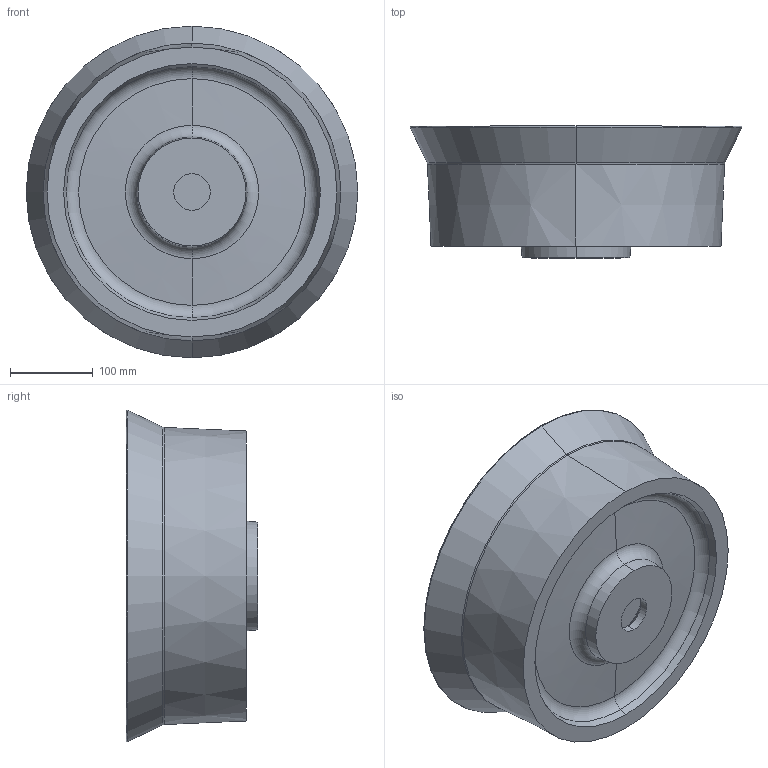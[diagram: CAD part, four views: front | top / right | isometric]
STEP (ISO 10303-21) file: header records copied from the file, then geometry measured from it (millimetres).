
FILE_DESCRIPTION (( 'STEP AP203' ), '1' );
FILE_NAME ('MARMY MERCI C 400 R.STEP', '2021-04-26T16:41:37', ( '' ), ( '' ), 'SwSTEP 2.0', 'SolidWorks 2019', '' );
FILE_SCHEMA (( 'CONFIG_CONTROL_DESIGN' ));
Length unit declared in the file: millimetre
Products named in the file (1): MARMY MERCI C 400 R
Bounding box: 400.49 x 159 x 400.49 mm (x, y, z)
Volume: 3690704.4 mm3; surface area: 525001.9 mm2
Topology: 2 solids, 2 shells, 61 faces, 123 edges, 66 vertices
Faces by surface type: cone 28, torus 26, plane 4, cylinder 2, sphere 1
Entity records: 1639 total; most frequent: DIRECTION 334, CARTESIAN_POINT 246, ORIENTED_EDGE 240, AXIS2_PLACEMENT_3D 152, EDGE_CURVE 120, CIRCLE 90, EDGE_LOOP 64, VERTEX_POINT 64
